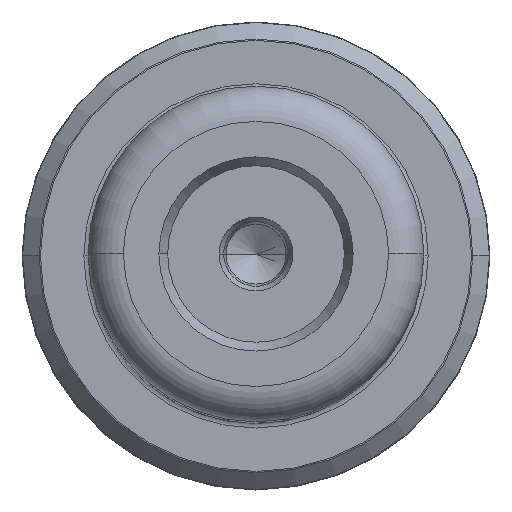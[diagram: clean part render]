
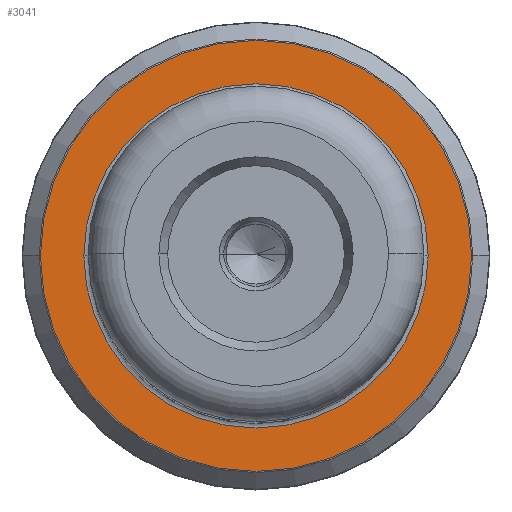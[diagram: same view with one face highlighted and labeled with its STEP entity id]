
A CAD part, top view. The second image highlights one B-rep face of the part: STEP entity #3041.
In plain terms, the highlighted planar face has unit normal (0, 0, 1).
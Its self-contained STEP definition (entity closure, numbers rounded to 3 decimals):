
#61 = VERTEX_POINT ( 'NONE', #3152 ) ;
#103 = EDGE_CURVE ( 'NONE', #882, #1479, #2185, .T. ) ;
#191 = EDGE_CURVE ( 'NONE', #61, #1027, #495, .T. ) ;
#247 = CIRCLE ( 'NONE', #992, 19.5 ) ;
#288 = DIRECTION ( 'NONE',  ( 0., 0., 1. ) ) ;
#495 = CIRCLE ( 'NONE', #1655, 24.417 ) ;
#511 = ORIENTED_EDGE ( 'NONE', *, *, #191, .T. ) ;
#595 = CARTESIAN_POINT ( 'NONE',  ( 0., 0., 39. ) ) ;
#657 = EDGE_LOOP ( 'NONE', ( #511, #1636 ) ) ;
#847 = AXIS2_PLACEMENT_3D ( 'NONE', #1327, #288, #1072 ) ;
#862 = EDGE_LOOP ( 'NONE', ( #1313, #1846 ) ) ;
#882 = VERTEX_POINT ( 'NONE', #1723 ) ;
#992 = AXIS2_PLACEMENT_3D ( 'NONE', #1888, #1138, #3129 ) ;
#1027 = VERTEX_POINT ( 'NONE', #2746 ) ;
#1072 = DIRECTION ( 'NONE',  ( 1., 0., 0. ) ) ;
#1104 = EDGE_CURVE ( 'NONE', #1479, #882, #247, .T. ) ;
#1138 = DIRECTION ( 'NONE',  ( 0., 0., -1. ) ) ;
#1313 = ORIENTED_EDGE ( 'NONE', *, *, #103, .T. ) ;
#1327 = CARTESIAN_POINT ( 'NONE',  ( 0., 0., 39. ) ) ;
#1431 = FACE_OUTER_BOUND ( 'NONE', #657, .T. ) ;
#1469 = CARTESIAN_POINT ( 'NONE',  ( 19.5, 0., 39. ) ) ;
#1479 = VERTEX_POINT ( 'NONE', #1469 ) ;
#1616 = DIRECTION ( 'NONE',  ( 1., 0., 0. ) ) ;
#1636 = ORIENTED_EDGE ( 'NONE', *, *, #2298, .T. ) ;
#1655 = AXIS2_PLACEMENT_3D ( 'NONE', #2103, #3116, #1616 ) ;
#1723 = CARTESIAN_POINT ( 'NONE',  ( -19.5, 0., 39. ) ) ;
#1846 = ORIENTED_EDGE ( 'NONE', *, *, #1104, .T. ) ;
#1888 = CARTESIAN_POINT ( 'NONE',  ( 0., 0., 39. ) ) ;
#1905 = DIRECTION ( 'NONE',  ( 0., 0., -1. ) ) ;
#1909 = FACE_BOUND ( 'NONE', #862, .T. ) ;
#2103 = CARTESIAN_POINT ( 'NONE',  ( 0., 0., 39. ) ) ;
#2185 = CIRCLE ( 'NONE', #2618, 19.5 ) ;
#2298 = EDGE_CURVE ( 'NONE', #1027, #61, #2689, .T. ) ;
#2310 = AXIS2_PLACEMENT_3D ( 'NONE', #2420, #2893, #2663 ) ;
#2420 = CARTESIAN_POINT ( 'NONE',  ( 0., 0., 39. ) ) ;
#2618 = AXIS2_PLACEMENT_3D ( 'NONE', #595, #1905, #2904 ) ;
#2663 = DIRECTION ( 'NONE',  ( 1., 0., 0. ) ) ;
#2689 = CIRCLE ( 'NONE', #847, 24.417 ) ;
#2746 = CARTESIAN_POINT ( 'NONE',  ( -24.417, 0., 39. ) ) ;
#2893 = DIRECTION ( 'NONE',  ( 0., 0., 1. ) ) ;
#2904 = DIRECTION ( 'NONE',  ( -1., 0., 0. ) ) ;
#2922 = PLANE ( 'NONE',  #2310 ) ;
#3041 = ADVANCED_FACE ( 'NONE', ( #1909, #1431 ), #2922, .T. ) ;
#3116 = DIRECTION ( 'NONE',  ( 0., 0., 1. ) ) ;
#3129 = DIRECTION ( 'NONE',  ( -1., 0., 0. ) ) ;
#3152 = CARTESIAN_POINT ( 'NONE',  ( 24.417, 0., 39. ) ) ;
